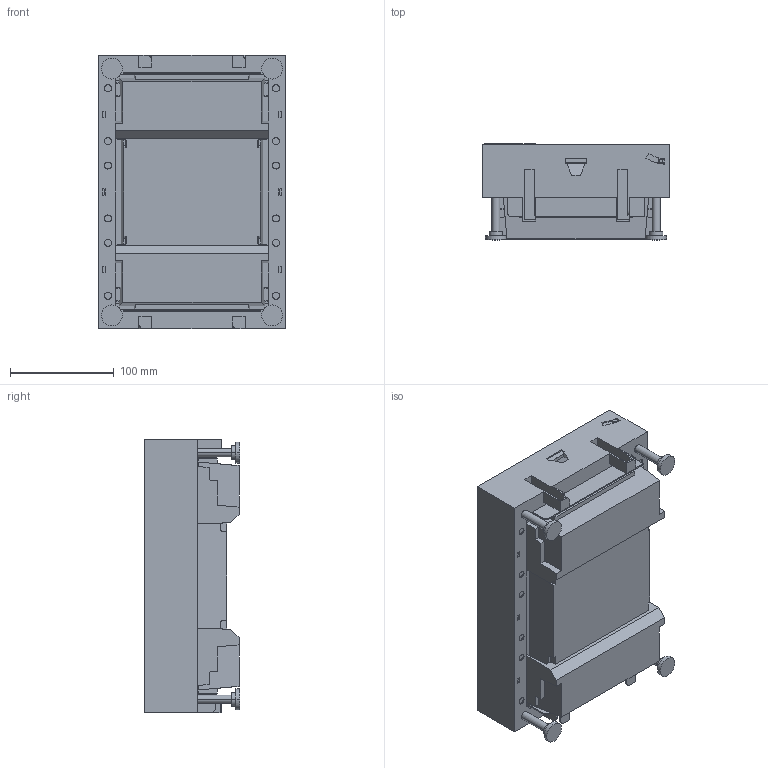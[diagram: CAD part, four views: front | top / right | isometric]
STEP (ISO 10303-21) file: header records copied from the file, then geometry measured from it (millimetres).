
FILE_DESCRIPTION(('CATIA V5 STEP Exchange','CAx-IF Rec.Pracs.--- Model Styling and Organization---1.5--- 2016-08-15','CAx-IF Rec.Pracs.---Supplemental Geometry---1.0---2011-11-01','CAx-IF Rec.Pracs.--- Composite Materials ---3.4---2017-06-13','CAx-IF Rec.Pracs.---Tessellated 3D Geometry---1.0---2015-12-17'),'2;1');
FILE_NAME('LG-080739-S_closed.stp','2025-05-02T09:16:24+00:00',('none'),('none'),'CATIA Version 5-6 Release 2020','CATIA V5 STEP AP242 v1','none');
FILE_SCHEMA(('AP242_MANAGED_MODEL_BASED_3D_ENGINEERING_MIM_LF {1 0 10303 442 1 1 4}'));
Length unit declared in the file: millimetre
Products named in the file (6): A029402_A; A027980_A-S_92mm; AO11423_A-S; SuppVert-T1; SuppVert-T1_Inf; SuppVert-T1_sup
Assembly tree (6 placements, depth 3):
  A029402_A
    A027980_A-S_92mm
    AO11423_A-S
    SuppVert-T1
      SuppVert-T1_Inf  x2
      SuppVert-T1_sup
Bounding box: 180.9 x 92.1 x 264.1 mm (x, y, z)
Volume: 666946.4 mm3; surface area: 499830.7 mm2
Topology: 5 solids, 5 shells, 674 faces, 1918 edges, 1262 vertices
Faces by surface type: plane 533, cylinder 137, bspline 4
Entity records: 19688 total; most frequent: CARTESIAN_POINT 4868, ORIENTED_EDGE 3434, DIRECTION 2379, EDGE_CURVE 1717, VECTOR 1387, LINE 1387, VERTEX_POINT 1130, EDGE_LOOP 679
